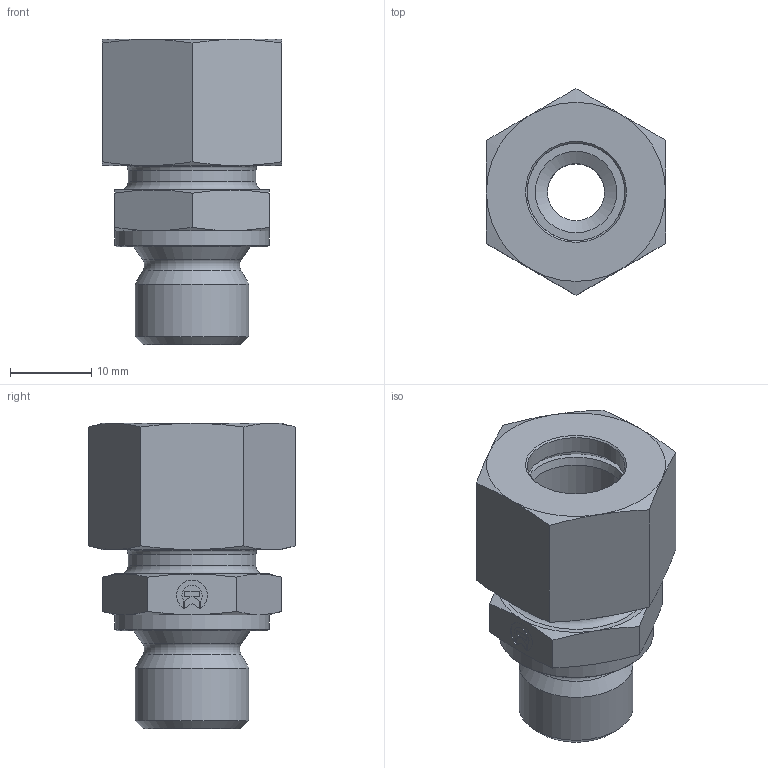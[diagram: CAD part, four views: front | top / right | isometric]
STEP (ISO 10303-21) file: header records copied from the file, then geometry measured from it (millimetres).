
FILE_DESCRIPTION((''),'2;1');
FILE_NAME('024121418.stp','2014-07-28T12:06:02',(''),('KNOMI spol. s r. o.'),'Autodesk Inventor 2012','Autodesk Inventor 2012','');
FILE_SCHEMA(('AUTOMOTIVE_DESIGN { 1 2 10303 214 0 1 1 1 }'));
Length unit declared in the file: millimetre
Products named in the file (4): PHAM2K 12LM14 M14/M18; 014 12 1418; 40112; 3911218
Assembly tree (3 placements, depth 2):
  PHAM2K 12LM14 M14/M18
    014 12 1418
    40112
    3911218
Bounding box: 22.01 x 25.4 x 37.5 mm (x, y, z)
Volume: 8700.9 mm3; surface area: 6229.5 mm2
Topology: 3 solids, 3 shells, 113 faces, 258 edges, 161 vertices
Faces by surface type: plane 52, cone 41, cylinder 15, torus 5
Full cylindrical faces by diameter (mm): 7 x1, 12 x3, 14 x1, 14.3 x1, 15.7 x1, 16 x1, 16.376 x1, 18 x1, 19 x1
Entity records: 3121 total; most frequent: CARTESIAN_POINT 588, DIRECTION 484, ORIENTED_EDGE 434, EDGE_CURVE 217, AXIS2_PLACEMENT_3D 193, EDGE_LOOP 160, VERTEX_POINT 151, STYLED_ITEM 116
